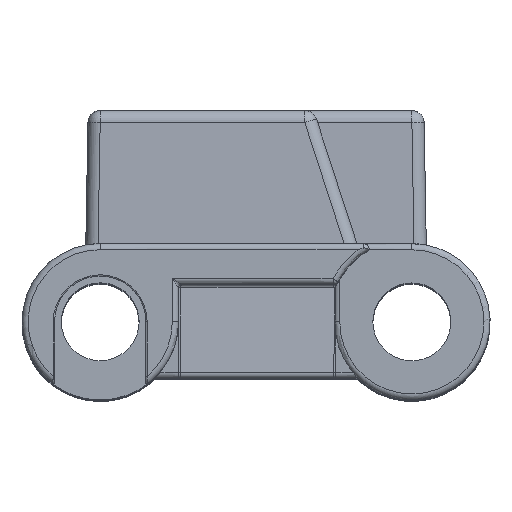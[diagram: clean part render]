
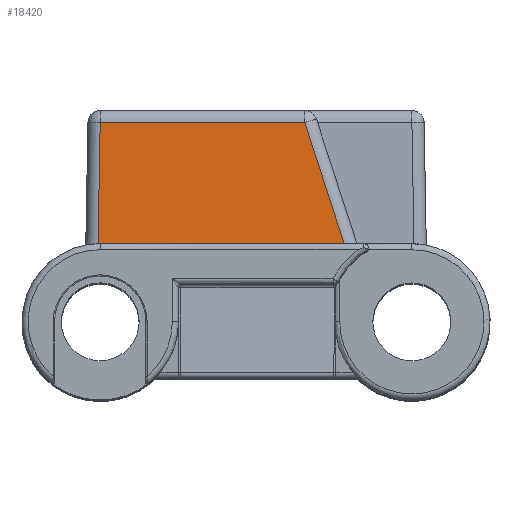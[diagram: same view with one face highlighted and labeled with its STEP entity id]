
A CAD part, top view. The second image highlights one B-rep face of the part: STEP entity #18420.
In plain terms, the highlighted planar face has unit normal (0, 0.018, 1).
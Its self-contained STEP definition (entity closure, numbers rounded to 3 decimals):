
#334 = CARTESIAN_POINT ( 'NONE',  ( -12.817, 6.374, 36.23 ) ) ;
#851 = EDGE_CURVE ( 'NONE', #962, #11211, #4006, .T. ) ;
#938 = EDGE_CURVE ( 'NONE', #16933, #18445, #3067, .T. ) ;
#962 = VERTEX_POINT ( 'NONE', #14000 ) ;
#1042 = VERTEX_POINT ( 'NONE', #1947 ) ;
#1194 = CARTESIAN_POINT ( 'NONE',  ( -12.7, 6.375, 36.23 ) ) ;
#1636 = CARTESIAN_POINT ( 'NONE',  ( 7.279, 6.068, 36.235 ) ) ;
#1698 = ORIENTED_EDGE ( 'NONE', *, *, #851, .T. ) ;
#1771 = CARTESIAN_POINT ( 'NONE',  ( 3.973, 16.242, 36.058 ) ) ;
#1947 = CARTESIAN_POINT ( 'NONE',  ( -12.7, 6.375, 36.23 ) ) ;
#2084 = EDGE_CURVE ( 'NONE', #18445, #962, #15861, .T. ) ;
#3067 = LINE ( 'NONE', #1636, #15782 ) ;
#4006 = LINE ( 'NONE', #13205, #6268 ) ;
#4563 = ORIENTED_EDGE ( 'NONE', *, *, #13420, .T. ) ;
#5041 = DIRECTION ( 'NONE',  ( 0., -1., 0.017 ) ) ;
#5127 = DIRECTION ( 'NONE',  ( -1., 0., 0. ) ) ;
#5992 = CARTESIAN_POINT ( 'NONE',  ( 7.179, 6.375, 36.23 ) ) ;
#6268 = VECTOR ( 'NONE', #10440, 1000. ) ;
#7114 = DIRECTION ( 'NONE',  ( 1., 0., 0. ) ) ;
#7670 = DIRECTION ( 'NONE',  ( -0.309, 0.951, -0.017 ) ) ;
#8748 = EDGE_CURVE ( 'NONE', #1042, #16933, #14883, .T. ) ;
#8897 = VECTOR ( 'NONE', #5127, 1000. ) ;
#9912 = EDGE_LOOP ( 'NONE', ( #10852, #1698, #4563, #17500, #19398 ) ) ;
#10440 = DIRECTION ( 'NONE',  ( -0.017, -1., 0.017 ) ) ;
#10852 = ORIENTED_EDGE ( 'NONE', *, *, #2084, .T. ) ;
#11211 = VERTEX_POINT ( 'NONE', #12909 ) ;
#12611 = CARTESIAN_POINT ( 'NONE',  ( -12.758, 6.375, 36.23 ) ) ;
#12803 = CARTESIAN_POINT ( 'NONE',  ( -12.875, 6.373, 36.23 ) ) ;
#12909 = CARTESIAN_POINT ( 'NONE',  ( -12.875, 6.373, 36.23 ) ) ;
#13205 = CARTESIAN_POINT ( 'NONE',  ( -12.869, 6.743, 36.224 ) ) ;
#13420 = EDGE_CURVE ( 'NONE', #11211, #1042, #14400, .T. ) ;
#14000 = CARTESIAN_POINT ( 'NONE',  ( -12.703, 16.242, 36.058 ) ) ;
#14236 = AXIS2_PLACEMENT_3D ( 'NONE', #19171, #18959, #5041 ) ;
#14400 =( BOUNDED_CURVE ( )  B_SPLINE_CURVE ( 3, ( #12803, #334, #12611, #1194 ),
 .UNSPECIFIED., .F., .F. ) 
 B_SPLINE_CURVE_WITH_KNOTS ( ( 4, 4 ),
 ( 6.256, 6.283 ),
 .UNSPECIFIED. ) 
 CURVE ( )  GEOMETRIC_REPRESENTATION_ITEM ( )  RATIONAL_B_SPLINE_CURVE ( ( 1., 1., 1., 1. ) ) 
 REPRESENTATION_ITEM ( '' )  );
#14883 = LINE ( 'NONE', #14980, #16173 ) ;
#14980 = CARTESIAN_POINT ( 'NONE',  ( -12.7, 6.375, 36.23 ) ) ;
#15782 = VECTOR ( 'NONE', #7670, 1000. ) ;
#15861 = LINE ( 'NONE', #16055, #8897 ) ;
#16055 = CARTESIAN_POINT ( 'NONE',  ( 8.225, 16.242, 36.058 ) ) ;
#16080 = FACE_OUTER_BOUND ( 'NONE', #9912, .T. ) ;
#16173 = VECTOR ( 'NONE', #7114, 1000. ) ;
#16933 = VERTEX_POINT ( 'NONE', #5992 ) ;
#17500 = ORIENTED_EDGE ( 'NONE', *, *, #8748, .T. ) ;
#18420 = ADVANCED_FACE ( 'NONE', ( #16080 ), #19059, .T. ) ;
#18445 = VERTEX_POINT ( 'NONE', #1771 ) ;
#18959 = DIRECTION ( 'NONE',  ( 0., 0.017, 1. ) ) ;
#19059 = PLANE ( 'NONE',  #14236 ) ;
#19171 = CARTESIAN_POINT ( 'NONE',  ( 8.225, 6.375, 36.23 ) ) ;
#19398 = ORIENTED_EDGE ( 'NONE', *, *, #938, .T. ) ;
